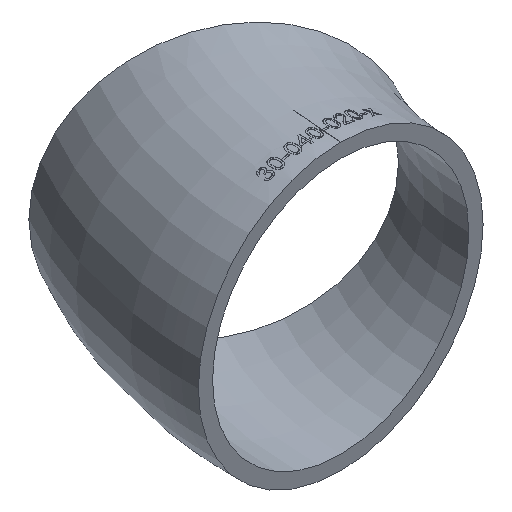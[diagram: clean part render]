
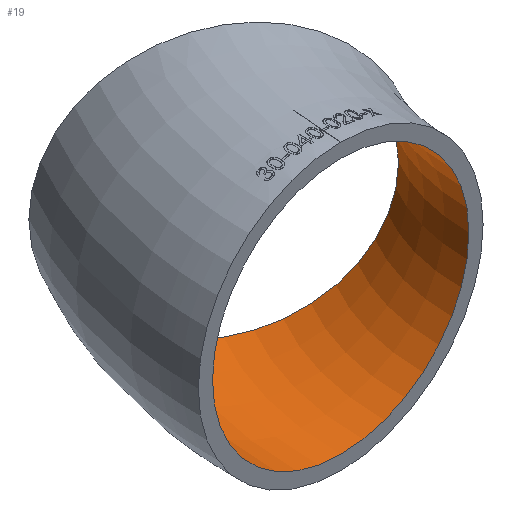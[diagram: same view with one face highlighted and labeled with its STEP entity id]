
A CAD part, isometric view. The second image highlights one B-rep face of the part: STEP entity #19.
In plain terms, the highlighted toroidal (fillet/blend) face has major radius 45 mm and minor radius 18 mm.
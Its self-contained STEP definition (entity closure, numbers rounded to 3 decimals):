
#19 = ADVANCED_FACE ( 'NONE', ( #7640, #10030 ), #1563, .F. ) ;
#1563 = TOROIDAL_SURFACE ( 'NONE', #10226, 45., 18. ) ;
#1572 = CARTESIAN_POINT ( 'NONE',  ( -45., 0., 0. ) ) ;
#1573 = EDGE_CURVE ( 'NONE', #5139, #5139, #13783, .T. ) ;
#2532 = EDGE_CURVE ( 'NONE', #9036, #9036, #16495, .T. ) ;
#3039 = EDGE_LOOP ( 'NONE', ( #15098 ) ) ;
#5139 = VERTEX_POINT ( 'NONE', #10133 ) ;
#5187 = CARTESIAN_POINT ( 'NONE',  ( -38.971, 22.5, 0. ) ) ;
#6325 = CARTESIAN_POINT ( 'NONE',  ( -54.56, 31.5, 0. ) ) ;
#6725 = DIRECTION ( 'NONE',  ( 0., 1., 0. ) ) ;
#6978 = DIRECTION ( 'NONE',  ( 0., 0., 1. ) ) ;
#7640 = FACE_OUTER_BOUND ( 'NONE', #8353, .T. ) ;
#7881 = DIRECTION ( 'NONE',  ( 0.5, 0.866, 0. ) ) ;
#8353 = EDGE_LOOP ( 'NONE', ( #15038 ) ) ;
#8619 = AXIS2_PLACEMENT_3D ( 'NONE', #5187, #7881, #11732 ) ;
#9036 = VERTEX_POINT ( 'NONE', #6325 ) ;
#9160 = AXIS2_PLACEMENT_3D ( 'NONE', #1572, #6725, #6978 ) ;
#10030 = FACE_OUTER_BOUND ( 'NONE', #3039, .T. ) ;
#10133 = CARTESIAN_POINT ( 'NONE',  ( -45., 0., 18. ) ) ;
#10226 = AXIS2_PLACEMENT_3D ( 'NONE', #11563, #16760, #15487 ) ;
#11563 = CARTESIAN_POINT ( 'NONE',  ( 0., 0., 0. ) ) ;
#11732 = DIRECTION ( 'NONE',  ( -0.866, 0.5, 0. ) ) ;
#13783 = CIRCLE ( 'NONE', #9160, 18. ) ;
#15038 = ORIENTED_EDGE ( 'NONE', *, *, #2532, .T. ) ;
#15098 = ORIENTED_EDGE ( 'NONE', *, *, #1573, .F. ) ;
#15487 = DIRECTION ( 'NONE',  ( -1., 0., 0. ) ) ;
#16495 = CIRCLE ( 'NONE', #8619, 18. ) ;
#16760 = DIRECTION ( 'NONE',  ( 0., 0., -1. ) ) ;
